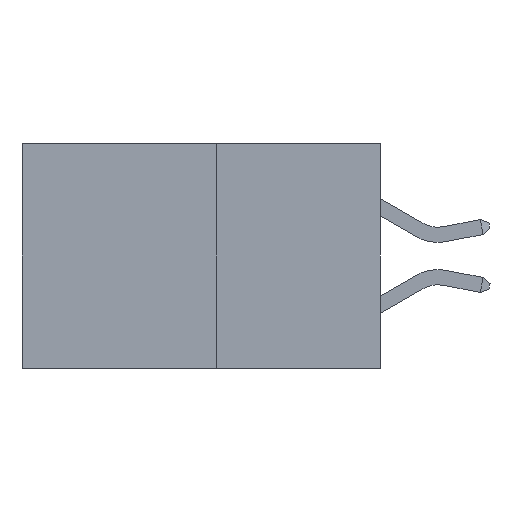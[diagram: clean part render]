
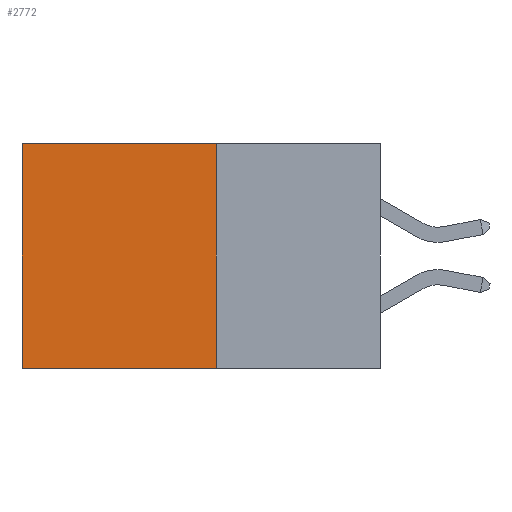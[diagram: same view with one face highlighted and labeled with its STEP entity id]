
A CAD part, left-side view. The second image highlights one B-rep face of the part: STEP entity #2772.
In plain terms, the highlighted planar face has unit normal (-1, 0, 0).
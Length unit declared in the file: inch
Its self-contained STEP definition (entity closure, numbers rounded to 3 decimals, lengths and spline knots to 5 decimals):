
#70 = LINE ( 'NONE', #6215, #5876 ) ;
#539 = CARTESIAN_POINT ( 'NONE',  ( 0.277, 0.27, -0.37 ) ) ;
#607 = CARTESIAN_POINT ( 'NONE',  ( 0.277, 0.27, -0.37 ) ) ;
#1284 = ORIENTED_EDGE ( 'NONE', *, *, #7386, .F. ) ;
#1487 = VERTEX_POINT ( 'NONE', #5636 ) ;
#1659 = LINE ( 'NONE', #9032, #7448 ) ;
#1702 = EDGE_CURVE ( 'NONE', #3805, #8485, #1659, .T. ) ;
#1744 = ORIENTED_EDGE ( 'NONE', *, *, #1702, .T. ) ;
#1945 = LINE ( 'NONE', #8227, #9316 ) ;
#2772 = ADVANCED_FACE ( 'NONE', ( #6707 ), #4115, .F. ) ;
#2959 = DIRECTION ( 'NONE',  ( 0., 1., 0. ) ) ;
#3246 = VERTEX_POINT ( 'NONE', #607 ) ;
#3326 = EDGE_CURVE ( 'NONE', #3246, #8485, #1945, .T. ) ;
#3805 = VERTEX_POINT ( 'NONE', #4207 ) ;
#4115 = PLANE ( 'NONE',  #5929 ) ;
#4207 = CARTESIAN_POINT ( 'NONE',  ( 0.277, 0.59, 0. ) ) ;
#5078 = DIRECTION ( 'NONE',  ( 0., 1., 0. ) ) ;
#5175 = DIRECTION ( 'NONE',  ( 0., 0., -1. ) ) ;
#5636 = CARTESIAN_POINT ( 'NONE',  ( 0.277, 0.27, 0. ) ) ;
#5876 = VECTOR ( 'NONE', #6083, 39.37008 ) ;
#5929 = AXIS2_PLACEMENT_3D ( 'NONE', #539, #9315, #9296 ) ;
#6083 = DIRECTION ( 'NONE',  ( 0., 0., -1. ) ) ;
#6215 = CARTESIAN_POINT ( 'NONE',  ( 0.277, 0.27, -0.37 ) ) ;
#6539 = CARTESIAN_POINT ( 'NONE',  ( 0.277, 0.27, 0. ) ) ;
#6612 = ORIENTED_EDGE ( 'NONE', *, *, #8914, .T. ) ;
#6707 = FACE_OUTER_BOUND ( 'NONE', #7281, .T. ) ;
#6724 = ORIENTED_EDGE ( 'NONE', *, *, #3326, .F. ) ;
#7281 = EDGE_LOOP ( 'NONE', ( #1744, #6724, #1284, #6612 ) ) ;
#7386 = EDGE_CURVE ( 'NONE', #1487, #3246, #70, .T. ) ;
#7448 = VECTOR ( 'NONE', #5175, 39.37008 ) ;
#7674 = CARTESIAN_POINT ( 'NONE',  ( 0.277, 0.59, -0.37 ) ) ;
#8227 = CARTESIAN_POINT ( 'NONE',  ( 0.277, 0.27, -0.37 ) ) ;
#8485 = VERTEX_POINT ( 'NONE', #7674 ) ;
#8914 = EDGE_CURVE ( 'NONE', #1487, #3805, #8961, .T. ) ;
#8961 = LINE ( 'NONE', #6539, #9182 ) ;
#9032 = CARTESIAN_POINT ( 'NONE',  ( 0.277, 0.59, -0.37 ) ) ;
#9182 = VECTOR ( 'NONE', #2959, 39.37008 ) ;
#9296 = DIRECTION ( 'NONE',  ( 0., 0., -1. ) ) ;
#9315 = DIRECTION ( 'NONE',  ( 1., 0., 0. ) ) ;
#9316 = VECTOR ( 'NONE', #5078, 39.37008 ) ;
